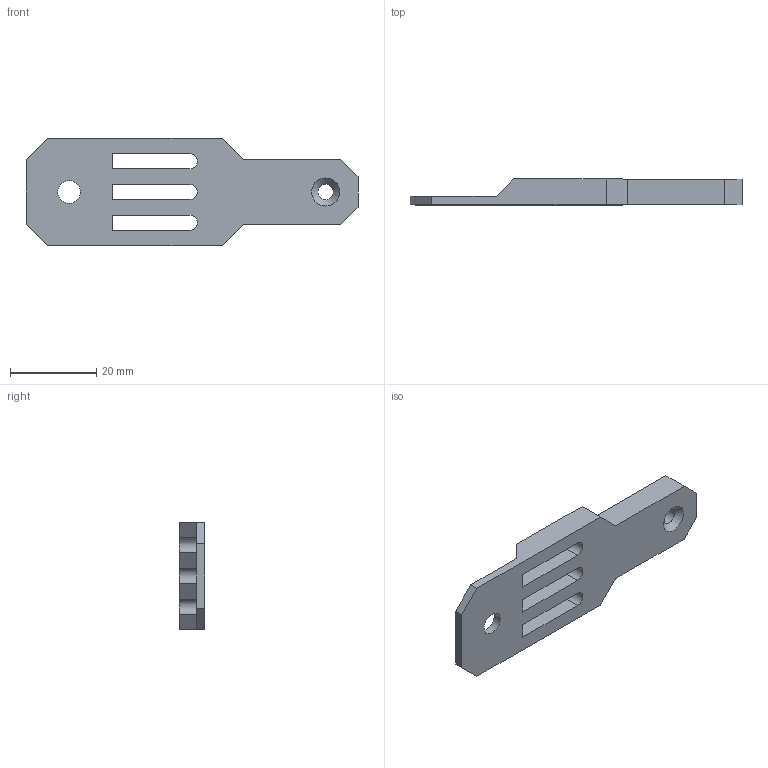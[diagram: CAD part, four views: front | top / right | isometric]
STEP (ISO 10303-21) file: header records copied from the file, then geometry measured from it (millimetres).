
FILE_DESCRIPTION(/* description */ (''),/* implementation_level */ '2;1');
FILE_NAME(/* name */ 'psu_upper_mount.stp',/* time_stamp */ '2017-09-21T18:25:33+02:00',/* author */ (''),/* organization */ (''),/* preprocessor_version */ 'ST-DEVELOPER v16.13',/* originating_system */ 'Autodesk Translation Framework v6.1.1.50',/* authorisation */ '');
FILE_SCHEMA (('AUTOMOTIVE_DESIGN { 1 0 10303 214 3 1 1 }'));
Length unit declared in the file: millimetre
Products named in the file (1): psu_upper_mount
Bounding box: 77 x 6 x 25 mm (x, y, z)
Volume: 6207.1 mm3; surface area: 4427.9 mm2
Topology: 1 solids, 1 shells, 34 faces, 98 edges, 63 vertices
Faces by surface type: plane 28, cylinder 5, cone 1
Full cylindrical faces by diameter (mm): 3.6 x1, 5.3 x1
Entity records: 1131 total; most frequent: CARTESIAN_POINT 193, ORIENTED_EDGE 190, DIRECTION 176, EDGE_CURVE 95, LINE 84, VECTOR 84, VERTEX_POINT 63, AXIS2_PLACEMENT_3D 46
